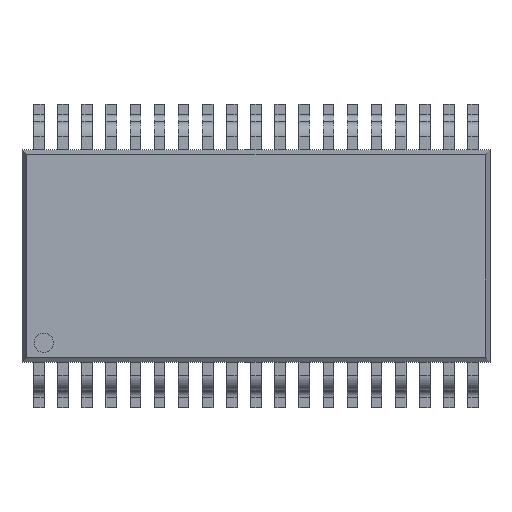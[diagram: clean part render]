
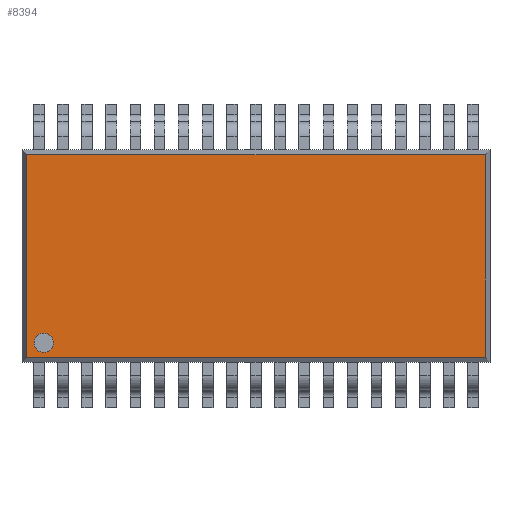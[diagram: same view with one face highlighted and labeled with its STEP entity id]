
A CAD part, top view. The second image highlights one B-rep face of the part: STEP entity #8394.
In plain terms, the highlighted planar face has unit normal (0, 0, 1).
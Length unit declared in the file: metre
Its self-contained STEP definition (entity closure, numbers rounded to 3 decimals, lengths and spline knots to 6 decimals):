
#477=CIRCLE('',#9672,0.0002);
#2879=ORIENTED_EDGE('',*,*,#4087,.T.);
#2880=ORIENTED_EDGE('',*,*,#4088,.T.);
#2881=ORIENTED_EDGE('',*,*,#4089,.T.);
#2882=ORIENTED_EDGE('',*,*,#4090,.T.);
#2883=ORIENTED_EDGE('',*,*,#4091,.T.);
#4087=EDGE_CURVE('',#4881,#4882,#5751,.T.);
#4088=EDGE_CURVE('',#4882,#4883,#5752,.T.);
#4089=EDGE_CURVE('',#4883,#4884,#5753,.T.);
#4090=EDGE_CURVE('',#4884,#4881,#5754,.T.);
#4091=EDGE_CURVE('',#4885,#4885,#477,.F.);
#4881=VERTEX_POINT('',#14657);
#4882=VERTEX_POINT('',#14658);
#4883=VERTEX_POINT('',#14660);
#4884=VERTEX_POINT('',#14662);
#4885=VERTEX_POINT('',#14665);
#5751=LINE('',#14656,#6627);
#5752=LINE('',#14659,#6628);
#5753=LINE('',#14661,#6629);
#5754=LINE('',#14663,#6630);
#6627=VECTOR('',#12167,1.);
#6628=VECTOR('',#12168,1.);
#6629=VECTOR('',#12169,1.);
#6630=VECTOR('',#12170,1.);
#7109=EDGE_LOOP('',(#2879,#2880,#2881,#2882));
#7110=EDGE_LOOP('',(#2883));
#7589=FACE_BOUND('',#7109,.T.);
#7590=FACE_BOUND('',#7110,.T.);
#7917=PLANE('',#9671);
#8394=ADVANCED_FACE('',(#7589,#7590),#7917,.T.);
#9671=AXIS2_PLACEMENT_3D('',#14655,#12165,#12166);
#9672=AXIS2_PLACEMENT_3D('',#14664,#12171,#12172);
#12165=DIRECTION('',(0.,0.,1.));
#12166=DIRECTION('',(1.,0.,0.));
#12167=DIRECTION('',(0.,1.,0.));
#12168=DIRECTION('',(-1.,0.,0.));
#12169=DIRECTION('',(0.,-1.,0.));
#12170=DIRECTION('',(1.,0.,0.));
#12171=DIRECTION('',(0.,0.,1.));
#12172=DIRECTION('',(1.,0.,0.));
#14655=CARTESIAN_POINT('',(0.,0.,0.001));
#14656=CARTESIAN_POINT('',(0.00475,0.,0.001));
#14657=CARTESIAN_POINT('',(0.00475,-0.0021,0.001));
#14658=CARTESIAN_POINT('',(0.00475,0.0021,0.001));
#14659=CARTESIAN_POINT('',(0.,0.0021,0.001));
#14660=CARTESIAN_POINT('',(-0.00475,0.0021,0.001));
#14661=CARTESIAN_POINT('',(-0.00475,-0.0022,0.001));
#14662=CARTESIAN_POINT('',(-0.00475,-0.0021,0.001));
#14663=CARTESIAN_POINT('',(0.00485,-0.0021,0.001));
#14664=CARTESIAN_POINT('',(-0.0044,-0.0018,0.001));
#14665=CARTESIAN_POINT('',(-0.0042,-0.0018,0.001));
